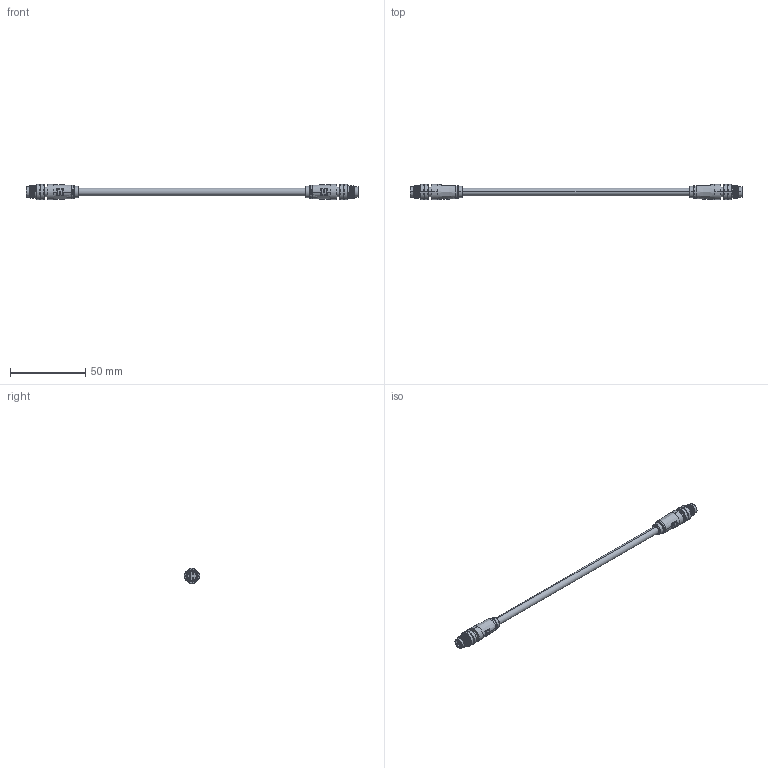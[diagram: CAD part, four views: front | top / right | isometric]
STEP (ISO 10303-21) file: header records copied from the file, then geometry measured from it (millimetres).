
FILE_DESCRIPTION (( 'STEP AP203' ), '1' );
FILE_NAME ('10-04236.STEP', '2021-11-23T18:50:34', ( '' ), ( '' ), 'SwSTEP 2.0', 'SolidWorks 2021', '' );
FILE_SCHEMA (( 'CONFIG_CONTROL_DESIGN' ));
Length unit declared in the file: millimetre
Products named in the file (7): 10-04236; 50-00676___; 50-00676-01___; 50-00676-03___; 50-00676-02___; 24-00378_Wire O5.5 mm; 30-01659_blunt cut
Assembly tree (11 placements, depth 3):
  10-04236
    30-01659_blunt cut
    24-00378_Wire O5.5 mm  x2
    50-00676___  x2
      50-00676-01___
      50-00676-02___
      50-00676-03___
Bounding box: 220 x 10 x 10 mm (x, y, z)
Volume: 7242.5 mm3; surface area: 31158.9 mm2
Topology: 181 solids, 181 shells, 1628 faces, 3456 edges, 2240 vertices
Faces by surface type: cylinder 882, plane 484, bspline 106, cone 80, torus 60, sphere 16
Entity records: 36672 total; most frequent: CARTESIAN_POINT 8495, DIRECTION 6224, ORIENTED_EDGE 5018, AXIS2_PLACEMENT_3D 2692, EDGE_CURVE 2509, VERTEX_POINT 1660, EDGE_LOOP 1575, CIRCLE 1518
